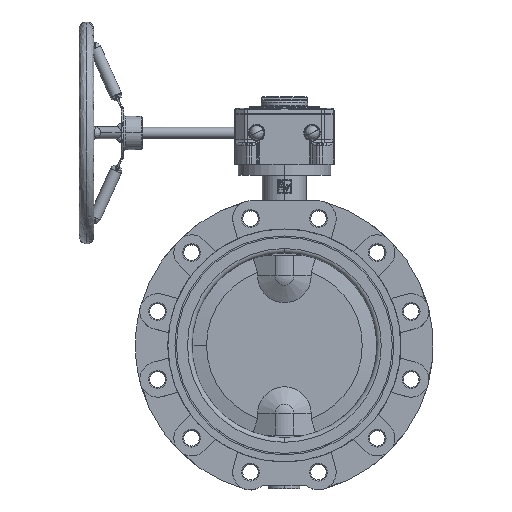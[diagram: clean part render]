
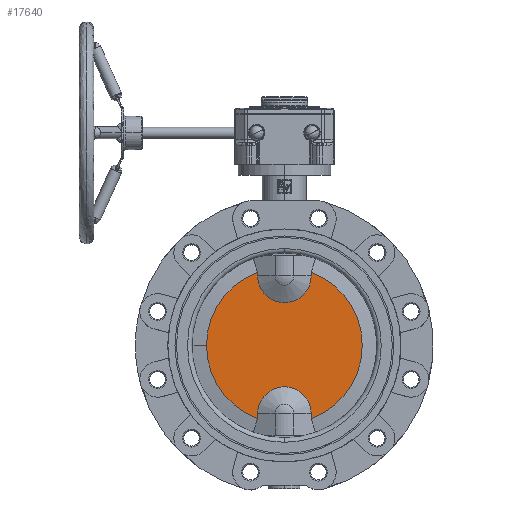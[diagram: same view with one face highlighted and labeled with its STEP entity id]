
A CAD part, top view. The second image highlights one B-rep face of the part: STEP entity #17640.
In plain terms, the highlighted planar face has unit normal (0, 0, 1).
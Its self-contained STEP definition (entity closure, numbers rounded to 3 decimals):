
#3228 = CARTESIAN_POINT ( 'NONE',  ( 0., 0., 8. ) ) ;
#9815 = LINE ( 'NONE', #105623, #87026 ) ;
#10800 = EDGE_CURVE ( 'NONE', #136229, #112387, #58043, .T. ) ;
#10992 = CIRCLE ( 'NONE', #129927, 105.315 ) ;
#13691 = DIRECTION ( 'NONE',  ( 1., 0., 0. ) ) ;
#17640 = ADVANCED_FACE ( 'NONE', ( #118382 ), #118047, .F. ) ;
#21391 = ORIENTED_EDGE ( 'NONE', *, *, #142233, .T. ) ;
#23740 = DIRECTION ( 'NONE',  ( 0., 1., 0. ) ) ;
#25068 = CIRCLE ( 'NONE', #62353, 105.315 ) ;
#27700 = EDGE_CURVE ( 'NONE', #45944, #60056, #9815, .T. ) ;
#27883 = LINE ( 'NONE', #86797, #124630 ) ;
#30080 = AXIS2_PLACEMENT_3D ( 'NONE', #58663, #122039, #161214 ) ;
#30861 = CIRCLE ( 'NONE', #59861, 105.315 ) ;
#30936 = ORIENTED_EDGE ( 'NONE', *, *, #27700, .F. ) ;
#31549 = EDGE_CURVE ( 'NONE', #82466, #45944, #105823, .T. ) ;
#31687 = ORIENTED_EDGE ( 'NONE', *, *, #151279, .F. ) ;
#35682 = LINE ( 'NONE', #93161, #132384 ) ;
#39893 = DIRECTION ( 'NONE',  ( 0., 1., 0. ) ) ;
#41477 = DIRECTION ( 'NONE',  ( 0., 0., 1. ) ) ;
#43196 = DIRECTION ( 'NONE',  ( 0., 1., 0. ) ) ;
#43760 = CARTESIAN_POINT ( 'NONE',  ( -36.144, -98.918, 8. ) ) ;
#45300 = CARTESIAN_POINT ( 'NONE',  ( 36.144, -98.918, 8. ) ) ;
#45944 = VERTEX_POINT ( 'NONE', #98623 ) ;
#46348 = AXIS2_PLACEMENT_3D ( 'NONE', #74043, #125191, #57994 ) ;
#46433 = VERTEX_POINT ( 'NONE', #142419 ) ;
#55762 = DIRECTION ( 'NONE',  ( -1., 0., 0. ) ) ;
#55872 = VERTEX_POINT ( 'NONE', #45300 ) ;
#57994 = DIRECTION ( 'NONE',  ( -1., 0., 0. ) ) ;
#58043 = LINE ( 'NONE', #155174, #119121 ) ;
#58663 = CARTESIAN_POINT ( 'NONE',  ( 0., 94., 8. ) ) ;
#59861 = AXIS2_PLACEMENT_3D ( 'NONE', #152783, #153326, #13691 ) ;
#60056 = VERTEX_POINT ( 'NONE', #119632 ) ;
#61807 = ORIENTED_EDGE ( 'NONE', *, *, #163128, .T. ) ;
#62353 = AXIS2_PLACEMENT_3D ( 'NONE', #3228, #41477, #105001 ) ;
#72043 = CARTESIAN_POINT ( 'NONE',  ( 0., 0., 8. ) ) ;
#73629 = VERTEX_POINT ( 'NONE', #83069 ) ;
#74043 = CARTESIAN_POINT ( 'NONE',  ( 0., -92., 8. ) ) ;
#81622 = CARTESIAN_POINT ( 'NONE',  ( -36.144, -92., 8. ) ) ;
#82466 = VERTEX_POINT ( 'NONE', #116945 ) ;
#83069 = CARTESIAN_POINT ( 'NONE',  ( -36.144, 98.918, 8. ) ) ;
#86797 = CARTESIAN_POINT ( 'NONE',  ( -36.144, 0., 8. ) ) ;
#87026 = VECTOR ( 'NONE', #43196, 1000. ) ;
#87920 = ORIENTED_EDGE ( 'NONE', *, *, #92075, .F. ) ;
#91808 = CIRCLE ( 'NONE', #46348, 36.144 ) ;
#92075 = EDGE_CURVE ( 'NONE', #55872, #46433, #35682, .T. ) ;
#92765 = ORIENTED_EDGE ( 'NONE', *, *, #31549, .F. ) ;
#93161 = CARTESIAN_POINT ( 'NONE',  ( 36.144, 0., 8. ) ) ;
#98623 = CARTESIAN_POINT ( 'NONE',  ( 36.144, 94., 8. ) ) ;
#102910 = ORIENTED_EDGE ( 'NONE', *, *, #133879, .T. ) ;
#103641 = ORIENTED_EDGE ( 'NONE', *, *, #146186, .T. ) ;
#104396 = ORIENTED_EDGE ( 'NONE', *, *, #10800, .T. ) ;
#105001 = DIRECTION ( 'NONE',  ( 1., 0., 0. ) ) ;
#105623 = CARTESIAN_POINT ( 'NONE',  ( 36.144, 0., 8. ) ) ;
#105823 = CIRCLE ( 'NONE', #30080, 36.144 ) ;
#105962 = CARTESIAN_POINT ( 'NONE',  ( -105.315, 0., 8. ) ) ;
#107402 = EDGE_LOOP ( 'NONE', ( #87920, #102910, #30936, #92765, #103641, #61807, #21391, #104396, #31687 ) ) ;
#112387 = VERTEX_POINT ( 'NONE', #81622 ) ;
#116945 = CARTESIAN_POINT ( 'NONE',  ( -36.144, 94., 8. ) ) ;
#118047 = PLANE ( 'NONE',  #163653 ) ;
#118382 = FACE_OUTER_BOUND ( 'NONE', #107402, .T. ) ;
#118585 = DIRECTION ( 'NONE',  ( 0., 0., -1. ) ) ;
#119121 = VECTOR ( 'NONE', #39893, 1000. ) ;
#119632 = CARTESIAN_POINT ( 'NONE',  ( 36.144, 98.918, 8. ) ) ;
#122039 = DIRECTION ( 'NONE',  ( 0., 0., 1. ) ) ;
#124630 = VECTOR ( 'NONE', #23740, 1000. ) ;
#125191 = DIRECTION ( 'NONE',  ( 0., 0., 1. ) ) ;
#129927 = AXIS2_PLACEMENT_3D ( 'NONE', #72043, #160248, #133197 ) ;
#132384 = VECTOR ( 'NONE', #155933, 1000. ) ;
#133197 = DIRECTION ( 'NONE',  ( 1., 0., 0. ) ) ;
#133879 = EDGE_CURVE ( 'NONE', #55872, #60056, #10992, .T. ) ;
#136229 = VERTEX_POINT ( 'NONE', #43760 ) ;
#142233 = EDGE_CURVE ( 'NONE', #144089, #136229, #25068, .T. ) ;
#142419 = CARTESIAN_POINT ( 'NONE',  ( 36.144, -92., 8. ) ) ;
#144089 = VERTEX_POINT ( 'NONE', #162465 ) ;
#146186 = EDGE_CURVE ( 'NONE', #82466, #73629, #27883, .T. ) ;
#151279 = EDGE_CURVE ( 'NONE', #46433, #112387, #91808, .T. ) ;
#152783 = CARTESIAN_POINT ( 'NONE',  ( 0., 0., 8. ) ) ;
#153326 = DIRECTION ( 'NONE',  ( 0., 0., 1. ) ) ;
#155174 = CARTESIAN_POINT ( 'NONE',  ( -36.144, 0., 8. ) ) ;
#155933 = DIRECTION ( 'NONE',  ( 0., 1., 0. ) ) ;
#160248 = DIRECTION ( 'NONE',  ( 0., 0., 1. ) ) ;
#161214 = DIRECTION ( 'NONE',  ( -1., 0., 0. ) ) ;
#162465 = CARTESIAN_POINT ( 'NONE',  ( -105.315, 0., 8. ) ) ;
#163128 = EDGE_CURVE ( 'NONE', #73629, #144089, #30861, .T. ) ;
#163653 = AXIS2_PLACEMENT_3D ( 'NONE', #105962, #118585, #55762 ) ;
